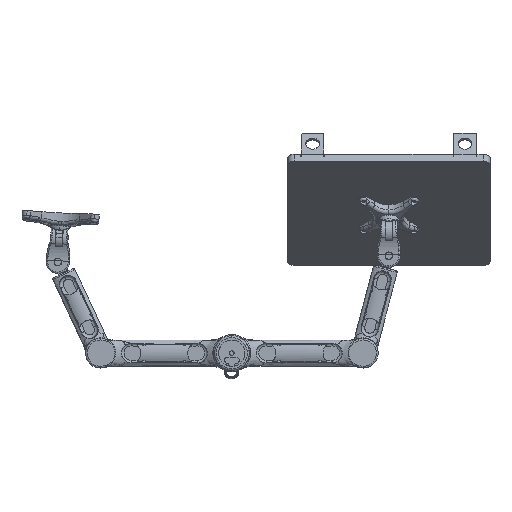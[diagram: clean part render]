
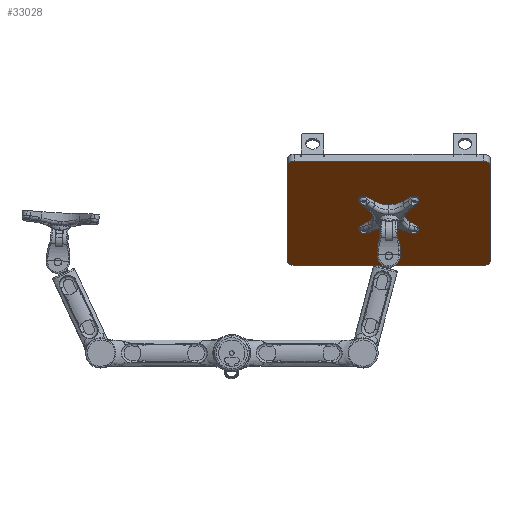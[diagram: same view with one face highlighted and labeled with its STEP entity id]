
A CAD part, front view. The second image highlights one B-rep face of the part: STEP entity #33028.
In plain terms, the highlighted face is planar.
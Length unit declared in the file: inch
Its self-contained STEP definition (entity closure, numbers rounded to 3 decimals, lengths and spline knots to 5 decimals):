
#445 = CARTESIAN_POINT ( 'NONE',  ( -5.53125, 0., -4.90625 ) ) ;
#1135 = CARTESIAN_POINT ( 'NONE',  ( 5.90625, 0., 4.90625 ) ) ;
#5488 = CARTESIAN_POINT ( 'NONE',  ( -5.53125, 0., 5.28125 ) ) ;
#6011 = ORIENTED_EDGE ( 'NONE', *, *, #57603, .F. ) ;
#6039 = ORIENTED_EDGE ( 'NONE', *, *, #28647, .F. ) ;
#8004 = EDGE_CURVE ( 'NONE', #25303, #38677, #33357, .T. ) ;
#9029 = EDGE_CURVE ( 'NONE', #52670, #25303, #53582, .T. ) ;
#9047 = CARTESIAN_POINT ( 'NONE',  ( 5.53125, 0., 5.28125 ) ) ;
#9683 = DIRECTION ( 'NONE',  ( 0., 0., -1. ) ) ;
#9790 = DIRECTION ( 'NONE',  ( 0., 0., 1. ) ) ;
#10133 = ORIENTED_EDGE ( 'NONE', *, *, #42987, .F. ) ;
#10937 = CIRCLE ( 'NONE', #41210, 0.375 ) ;
#13415 = ORIENTED_EDGE ( 'NONE', *, *, #41263, .F. ) ;
#13556 = DIRECTION ( 'NONE',  ( 0., 0., 1. ) ) ;
#13737 = VECTOR ( 'NONE', #9790, 39.37008 ) ;
#15210 = DIRECTION ( 'NONE',  ( 0., 1., 0. ) ) ;
#16240 = VERTEX_POINT ( 'NONE', #24822 ) ;
#16330 = CARTESIAN_POINT ( 'NONE',  ( -5.53125, 0., -5.28125 ) ) ;
#16922 = PLANE ( 'NONE',  #48772 ) ;
#18161 = VECTOR ( 'NONE', #37438, 39.37008 ) ;
#24723 = CIRCLE ( 'NONE', #40627, 0.375 ) ;
#24822 = CARTESIAN_POINT ( 'NONE',  ( 5.90625, 0., 4.90625 ) ) ;
#25303 = VERTEX_POINT ( 'NONE', #41500 ) ;
#25595 = VECTOR ( 'NONE', #37502, 39.37008 ) ;
#26378 = CIRCLE ( 'NONE', #52792, 0.375 ) ;
#26689 = CARTESIAN_POINT ( 'NONE',  ( 5.53125, 0., -4.90625 ) ) ;
#27535 = VERTEX_POINT ( 'NONE', #9047 ) ;
#28044 = EDGE_LOOP ( 'NONE', ( #6039, #10133, #35621, #54138, #13415, #59092, #40690, #6011 ) ) ;
#28549 = VERTEX_POINT ( 'NONE', #48272 ) ;
#28647 = EDGE_CURVE ( 'NONE', #27535, #16240, #10937, .T. ) ;
#32799 = EDGE_CURVE ( 'NONE', #33967, #28549, #55826, .T. ) ;
#33028 = ADVANCED_FACE ( 'NONE', ( #43620 ), #16922, .F. ) ;
#33357 = LINE ( 'NONE', #16330, #51129 ) ;
#33967 = VERTEX_POINT ( 'NONE', #33994 ) ;
#33994 = CARTESIAN_POINT ( 'NONE',  ( -5.90625, 0., -4.90625 ) ) ;
#35621 = ORIENTED_EDGE ( 'NONE', *, *, #42068, .F. ) ;
#36116 = DIRECTION ( 'NONE',  ( 0., 0., 1. ) ) ;
#37010 = DIRECTION ( 'NONE',  ( 0., 1., 0. ) ) ;
#37438 = DIRECTION ( 'NONE',  ( 1., 0., 0. ) ) ;
#37502 = DIRECTION ( 'NONE',  ( 0., 0., -1. ) ) ;
#38677 = VERTEX_POINT ( 'NONE', #55963 ) ;
#38945 = CARTESIAN_POINT ( 'NONE',  ( -5.53125, 0., 5.28125 ) ) ;
#40627 = AXIS2_PLACEMENT_3D ( 'NONE', #41901, #15210, #47098 ) ;
#40690 = ORIENTED_EDGE ( 'NONE', *, *, #9029, .F. ) ;
#41210 = AXIS2_PLACEMENT_3D ( 'NONE', #49849, #54415, #36116 ) ;
#41263 = EDGE_CURVE ( 'NONE', #38677, #33967, #26378, .T. ) ;
#41327 = AXIS2_PLACEMENT_3D ( 'NONE', #26689, #58559, #13556 ) ;
#41500 = CARTESIAN_POINT ( 'NONE',  ( 5.53125, 0., -5.28125 ) ) ;
#41901 = CARTESIAN_POINT ( 'NONE',  ( -5.53125, 0., 4.90625 ) ) ;
#42068 = EDGE_CURVE ( 'NONE', #28549, #48706, #24723, .T. ) ;
#42987 = EDGE_CURVE ( 'NONE', #48706, #27535, #44488, .T. ) ;
#43620 = FACE_OUTER_BOUND ( 'NONE', #28044, .T. ) ;
#44488 = LINE ( 'NONE', #5488, #18161 ) ;
#47098 = DIRECTION ( 'NONE',  ( 0., 0., -1. ) ) ;
#48272 = CARTESIAN_POINT ( 'NONE',  ( -5.90625, 0., 4.90625 ) ) ;
#48415 = DIRECTION ( 'NONE',  ( 0., 1., 0. ) ) ;
#48706 = VERTEX_POINT ( 'NONE', #38945 ) ;
#48772 = AXIS2_PLACEMENT_3D ( 'NONE', #53184, #48415, #49010 ) ;
#48815 = DIRECTION ( 'NONE',  ( -1., 0., 0. ) ) ;
#49010 = DIRECTION ( 'NONE',  ( 0., 0., 1. ) ) ;
#49849 = CARTESIAN_POINT ( 'NONE',  ( 5.53125, 0., 4.90625 ) ) ;
#51129 = VECTOR ( 'NONE', #48815, 39.37008 ) ;
#51265 = LINE ( 'NONE', #1135, #25595 ) ;
#52670 = VERTEX_POINT ( 'NONE', #54083 ) ;
#52792 = AXIS2_PLACEMENT_3D ( 'NONE', #445, #37010, #9683 ) ;
#53184 = CARTESIAN_POINT ( 'NONE',  ( 5.53125, 0., 4.90625 ) ) ;
#53582 = CIRCLE ( 'NONE', #41327, 0.375 ) ;
#54083 = CARTESIAN_POINT ( 'NONE',  ( 5.90625, 0., -4.90625 ) ) ;
#54138 = ORIENTED_EDGE ( 'NONE', *, *, #32799, .F. ) ;
#54415 = DIRECTION ( 'NONE',  ( 0., 1., 0. ) ) ;
#55826 = LINE ( 'NONE', #56186, #13737 ) ;
#55963 = CARTESIAN_POINT ( 'NONE',  ( -5.53125, 0., -5.28125 ) ) ;
#56186 = CARTESIAN_POINT ( 'NONE',  ( -5.90625, 0., 4.90625 ) ) ;
#57603 = EDGE_CURVE ( 'NONE', #16240, #52670, #51265, .T. ) ;
#58559 = DIRECTION ( 'NONE',  ( 0., 1., 0. ) ) ;
#59092 = ORIENTED_EDGE ( 'NONE', *, *, #8004, .F. ) ;
